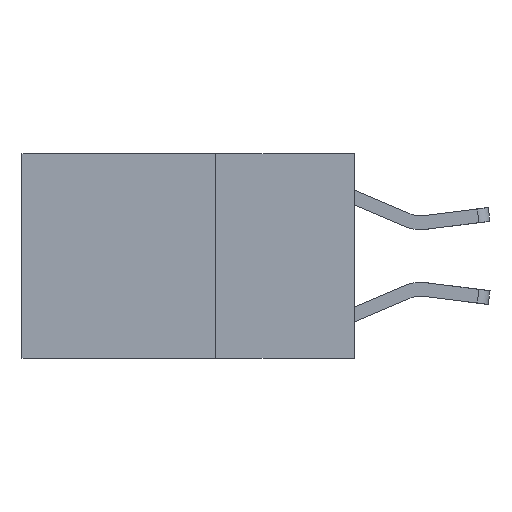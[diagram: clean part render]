
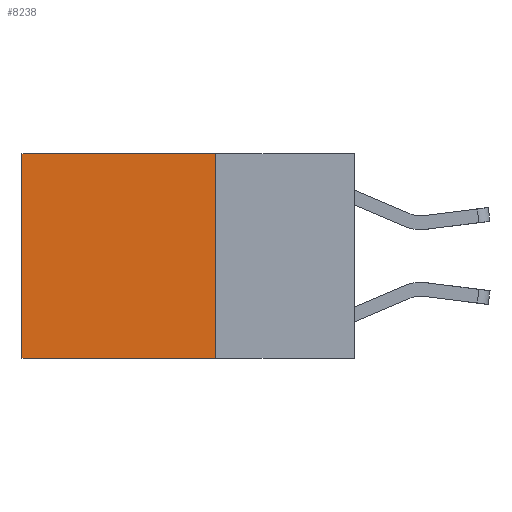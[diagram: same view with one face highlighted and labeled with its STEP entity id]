
A CAD part, left-side view. The second image highlights one B-rep face of the part: STEP entity #8238.
In plain terms, the highlighted planar face has unit normal (-1, 0, 0).
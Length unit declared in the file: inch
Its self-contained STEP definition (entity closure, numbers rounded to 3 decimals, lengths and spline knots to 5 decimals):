
#20 = EDGE_CURVE ( 'NONE', #8682, #1584, #4215, .T. ) ;
#161 = DIRECTION ( 'NONE',  ( 0., 1., 0. ) ) ;
#543 = LINE ( 'NONE', #7692, #8743 ) ;
#1552 = LINE ( 'NONE', #4598, #9197 ) ;
#1584 = VERTEX_POINT ( 'NONE', #2444 ) ;
#1728 = DIRECTION ( 'NONE',  ( 0., 0., -1. ) ) ;
#1750 = CARTESIAN_POINT ( 'NONE',  ( 0.2625, 0.25, 0. ) ) ;
#2444 = CARTESIAN_POINT ( 'NONE',  ( 0.2625, 0.25, -0.37 ) ) ;
#2509 = CARTESIAN_POINT ( 'NONE',  ( 0.2625, 0.25, 0. ) ) ;
#3035 = EDGE_CURVE ( 'NONE', #8682, #4700, #543, .T. ) ;
#3338 = AXIS2_PLACEMENT_3D ( 'NONE', #7359, #9247, #5293 ) ;
#3362 = DIRECTION ( 'NONE',  ( 0., 0., -1. ) ) ;
#3808 = PLANE ( 'NONE',  #3338 ) ;
#4155 = EDGE_LOOP ( 'NONE', ( #6240, #7044, #6974, #4834 ) ) ;
#4173 = VECTOR ( 'NONE', #1728, 39.37008 ) ;
#4215 = LINE ( 'NONE', #1750, #4173 ) ;
#4598 = CARTESIAN_POINT ( 'NONE',  ( 0.2625, 0.25, -0.37 ) ) ;
#4700 = VERTEX_POINT ( 'NONE', #6915 ) ;
#4834 = ORIENTED_EDGE ( 'NONE', *, *, #3035, .T. ) ;
#5123 = LINE ( 'NONE', #6984, #8504 ) ;
#5169 = CARTESIAN_POINT ( 'NONE',  ( 0.2625, 0.6, -0.37 ) ) ;
#5293 = DIRECTION ( 'NONE',  ( 0., 0., -1. ) ) ;
#6240 = ORIENTED_EDGE ( 'NONE', *, *, #6614, .T. ) ;
#6614 = EDGE_CURVE ( 'NONE', #4700, #6919, #5123, .T. ) ;
#6915 = CARTESIAN_POINT ( 'NONE',  ( 0.2625, 0.6, 0. ) ) ;
#6919 = VERTEX_POINT ( 'NONE', #5169 ) ;
#6974 = ORIENTED_EDGE ( 'NONE', *, *, #20, .F. ) ;
#6984 = CARTESIAN_POINT ( 'NONE',  ( 0.2625, 0.6, 0. ) ) ;
#7044 = ORIENTED_EDGE ( 'NONE', *, *, #8360, .F. ) ;
#7359 = CARTESIAN_POINT ( 'NONE',  ( 0.2625, 0.25, 0. ) ) ;
#7686 = DIRECTION ( 'NONE',  ( 0., 1., 0. ) ) ;
#7692 = CARTESIAN_POINT ( 'NONE',  ( 0.2625, 0.25, 0. ) ) ;
#8238 = ADVANCED_FACE ( 'NONE', ( #9726 ), #3808, .F. ) ;
#8360 = EDGE_CURVE ( 'NONE', #1584, #6919, #1552, .T. ) ;
#8504 = VECTOR ( 'NONE', #3362, 39.37008 ) ;
#8682 = VERTEX_POINT ( 'NONE', #2509 ) ;
#8743 = VECTOR ( 'NONE', #7686, 39.37008 ) ;
#9197 = VECTOR ( 'NONE', #161, 39.37008 ) ;
#9247 = DIRECTION ( 'NONE',  ( 1., 0., 0. ) ) ;
#9726 = FACE_OUTER_BOUND ( 'NONE', #4155, .T. ) ;
